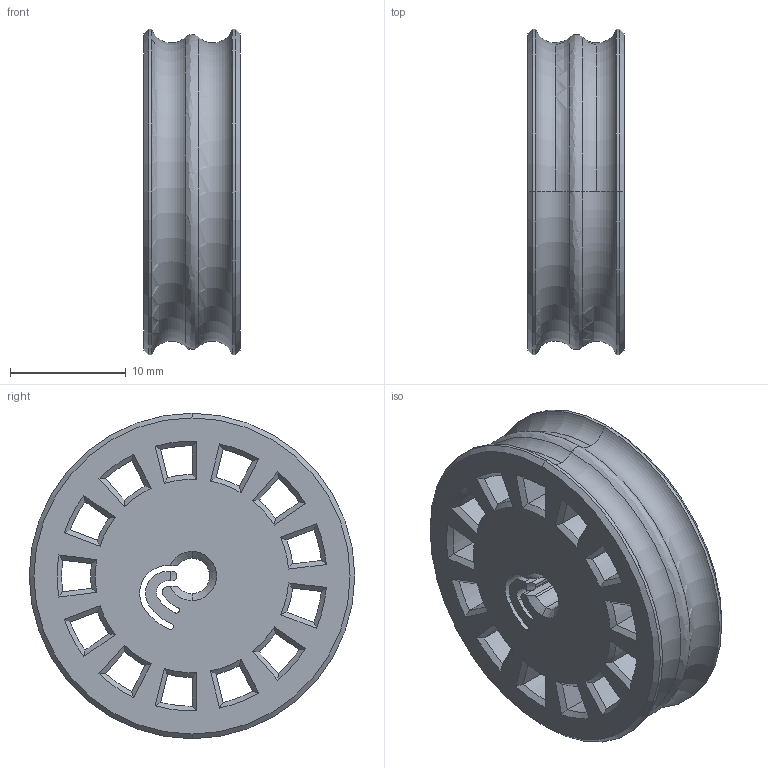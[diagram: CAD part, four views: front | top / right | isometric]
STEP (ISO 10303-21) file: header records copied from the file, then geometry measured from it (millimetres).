
FILE_DESCRIPTION (( 'STEP AP203' ), '1' );
FILE_NAME ('ScrollWheel.STEP', '', ( '' ), ( '' ), '', '', '' );
FILE_SCHEMA (( 'CONFIG_CONTROL_DESIGN' ));
Length unit declared in the file: millimetre
Products named in the file (1): ScrollWheel
Bounding box: 8.3 x 28.1 x 28.1 mm (x, y, z)
Volume: 3826.3 mm3; surface area: 3121.4 mm2
Topology: 1 solids, 1 shells, 208 faces, 500 edges, 294 vertices
Faces by surface type: plane 84, cone 64, cylinder 52, torus 6, bspline 2
Entity records: 7043 total; most frequent: CARTESIAN_POINT 2245, ORIENTED_EDGE 1000, DIRECTION 956, EDGE_CURVE 500, AXIS2_PLACEMENT_3D 377, VERTEX_POINT 294, EDGE_LOOP 236, FACE_OUTER_BOUND 208
